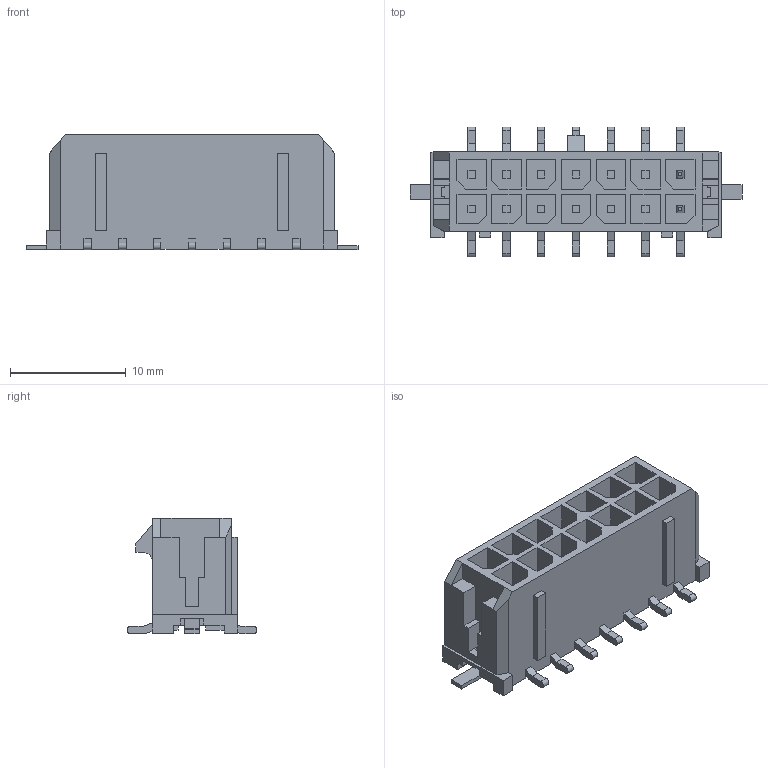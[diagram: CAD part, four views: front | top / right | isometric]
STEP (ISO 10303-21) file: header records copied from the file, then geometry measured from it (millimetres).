
FILE_DESCRIPTION((''),'2;1');
FILE_NAME('430451418','2020-04-17T',('gga'),(''),'PRO/ENGINEER BY PARAMETRIC TECHNOLOGY CORPORATION, 2016010','PRO/ENGINEER BY PARAMETRIC TECHNOLOGY CORPORATION, 2016010','');
FILE_SCHEMA(('CONFIG_CONTROL_DESIGN'));
Length unit declared in the file: millimetre
Products named in the file (1): 430451418
Bounding box: 28.65 x 11.2 x 9.96 mm (x, y, z)
Volume: 1011.3 mm3; surface area: 2257.9 mm2
Topology: 1 solids, 1 shells, 563 faces, 1501 edges, 973 vertices
Faces by surface type: plane 544, cylinder 19
Entity records: 16904 total; most frequent: CARTESIAN_POINT 2963, ORIENTED_EDGE 2856, DIRECTION 2667, VECTOR 1463, LINE 1463, EDGE_CURVE 1428, VERTEX_POINT 898, AXIS2_PLACEMENT_3D 602
